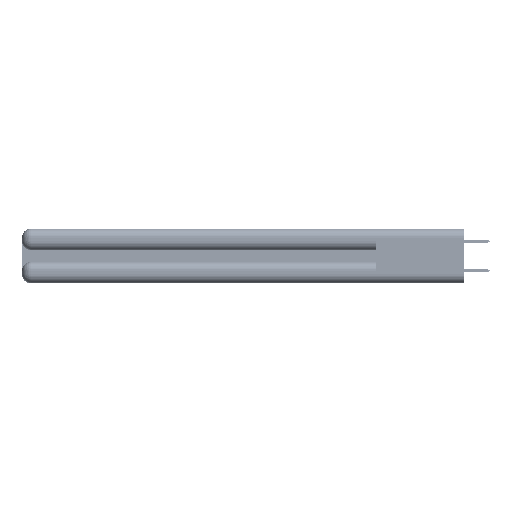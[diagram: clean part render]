
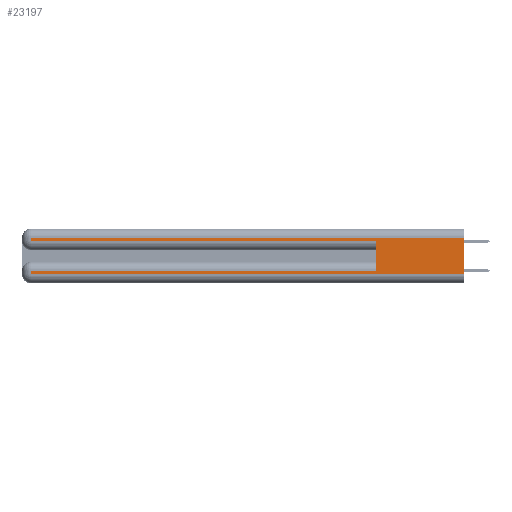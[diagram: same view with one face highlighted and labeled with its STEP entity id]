
A CAD part, left-side view. The second image highlights one B-rep face of the part: STEP entity #23197.
In plain terms, the highlighted planar face has unit normal (-1, 0, 0).
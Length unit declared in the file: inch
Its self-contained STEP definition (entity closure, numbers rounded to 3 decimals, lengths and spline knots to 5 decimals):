
#336 = EDGE_CURVE ( 'NONE', #5403, #15021, #18807, .T. ) ;
#417 = VERTEX_POINT ( 'NONE', #29581 ) ;
#1537 = LINE ( 'NONE', #31926, #53541 ) ;
#1682 = EDGE_CURVE ( 'NONE', #417, #19161, #48789, .T. ) ;
#1916 = VECTOR ( 'NONE', #33065, 39.37008 ) ;
#3474 = VERTEX_POINT ( 'NONE', #48777 ) ;
#4016 = DIRECTION ( 'NONE',  ( 0., 0., -1. ) ) ;
#4960 = ORIENTED_EDGE ( 'NONE', *, *, #1682, .T. ) ;
#5403 = VERTEX_POINT ( 'NONE', #50133 ) ;
#8231 = DIRECTION ( 'NONE',  ( 0., 0., -1. ) ) ;
#8484 = PLANE ( 'NONE',  #45716 ) ;
#9176 = EDGE_CURVE ( 'NONE', #31801, #39165, #44065, .T. ) ;
#10304 = VECTOR ( 'NONE', #35431, 39.37008 ) ;
#10502 = DIRECTION ( 'NONE',  ( 0., -1., 0. ) ) ;
#10555 = LINE ( 'NONE', #41641, #1916 ) ;
#10811 = DIRECTION ( 'NONE',  ( 0., 0., -1. ) ) ;
#11153 = CARTESIAN_POINT ( 'NONE',  ( 0., 0., 0.285 ) ) ;
#13243 = EDGE_CURVE ( 'NONE', #15021, #3474, #1537, .T. ) ;
#15021 = VERTEX_POINT ( 'NONE', #45235 ) ;
#18807 = LINE ( 'NONE', #43480, #54856 ) ;
#18999 = EDGE_LOOP ( 'NONE', ( #20286, #20513, #47499, #38305, #52726, #29055, #42233, #4960 ) ) ;
#19161 = VERTEX_POINT ( 'NONE', #31952 ) ;
#19905 = CARTESIAN_POINT ( 'NONE',  ( 0., 2.94, 0.085 ) ) ;
#20286 = ORIENTED_EDGE ( 'NONE', *, *, #30594, .F. ) ;
#20513 = ORIENTED_EDGE ( 'NONE', *, *, #336, .T. ) ;
#20623 = VECTOR ( 'NONE', #10502, 39.37008 ) ;
#20753 = EDGE_CURVE ( 'NONE', #39165, #417, #42385, .T. ) ;
#21085 = VERTEX_POINT ( 'NONE', #25597 ) ;
#23197 = ADVANCED_FACE ( 'NONE', ( #44261 ), #8484, .F. ) ;
#24524 = VECTOR ( 'NONE', #46836, 39.37008 ) ;
#24961 = CARTESIAN_POINT ( 'NONE',  ( 0., 0., 0.37 ) ) ;
#25597 = CARTESIAN_POINT ( 'NONE',  ( 0., 0.6, 0.285 ) ) ;
#26237 = DIRECTION ( 'NONE',  ( 0., 1., 0. ) ) ;
#28621 = VECTOR ( 'NONE', #8231, 39.37008 ) ;
#29055 = ORIENTED_EDGE ( 'NONE', *, *, #9176, .T. ) ;
#29581 = CARTESIAN_POINT ( 'NONE',  ( 0., 2.94, 0.06 ) ) ;
#30594 = EDGE_CURVE ( 'NONE', #5403, #19161, #42678, .T. ) ;
#31115 = EDGE_CURVE ( 'NONE', #3474, #21085, #32594, .T. ) ;
#31801 = VERTEX_POINT ( 'NONE', #34769 ) ;
#31926 = CARTESIAN_POINT ( 'NONE',  ( 0., 2.94, 0.37 ) ) ;
#31952 = CARTESIAN_POINT ( 'NONE',  ( 0., 0., 0.06 ) ) ;
#32336 = CARTESIAN_POINT ( 'NONE',  ( 0., 0., 0.06 ) ) ;
#32594 = LINE ( 'NONE', #11153, #42623 ) ;
#33065 = DIRECTION ( 'NONE',  ( 0., 0., 1. ) ) ;
#34769 = CARTESIAN_POINT ( 'NONE',  ( 0., 0.6, 0.085 ) ) ;
#35431 = DIRECTION ( 'NONE',  ( 0., 0., -1. ) ) ;
#38305 = ORIENTED_EDGE ( 'NONE', *, *, #31115, .T. ) ;
#38369 = EDGE_CURVE ( 'NONE', #31801, #21085, #10555, .T. ) ;
#39165 = VERTEX_POINT ( 'NONE', #19905 ) ;
#41641 = CARTESIAN_POINT ( 'NONE',  ( 0., 0.6, 0.145 ) ) ;
#42233 = ORIENTED_EDGE ( 'NONE', *, *, #20753, .T. ) ;
#42385 = LINE ( 'NONE', #48114, #10304 ) ;
#42623 = VECTOR ( 'NONE', #53150, 39.37008 ) ;
#42678 = LINE ( 'NONE', #24961, #28621 ) ;
#43480 = CARTESIAN_POINT ( 'NONE',  ( 0., 0., 0.31 ) ) ;
#44065 = LINE ( 'NONE', #50741, #24524 ) ;
#44261 = FACE_OUTER_BOUND ( 'NONE', #18999, .T. ) ;
#45235 = CARTESIAN_POINT ( 'NONE',  ( 0., 2.94, 0.31 ) ) ;
#45716 = AXIS2_PLACEMENT_3D ( 'NONE', #46905, #51367, #4016 ) ;
#46836 = DIRECTION ( 'NONE',  ( 0., 1., 0. ) ) ;
#46905 = CARTESIAN_POINT ( 'NONE',  ( 0., 0., 0.37 ) ) ;
#47499 = ORIENTED_EDGE ( 'NONE', *, *, #13243, .T. ) ;
#48114 = CARTESIAN_POINT ( 'NONE',  ( 0., 2.94, 0.37 ) ) ;
#48777 = CARTESIAN_POINT ( 'NONE',  ( 0., 2.94, 0.285 ) ) ;
#48789 = LINE ( 'NONE', #32336, #20623 ) ;
#50133 = CARTESIAN_POINT ( 'NONE',  ( 0., 0., 0.31 ) ) ;
#50741 = CARTESIAN_POINT ( 'NONE',  ( 0., 0., 0.085 ) ) ;
#51367 = DIRECTION ( 'NONE',  ( 1., 0., 0. ) ) ;
#52726 = ORIENTED_EDGE ( 'NONE', *, *, #38369, .F. ) ;
#53150 = DIRECTION ( 'NONE',  ( 0., -1., 0. ) ) ;
#53541 = VECTOR ( 'NONE', #10811, 39.37008 ) ;
#54856 = VECTOR ( 'NONE', #26237, 39.37008 ) ;
